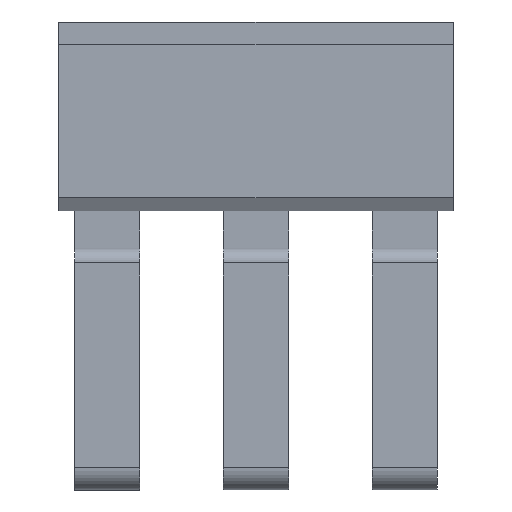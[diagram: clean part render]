
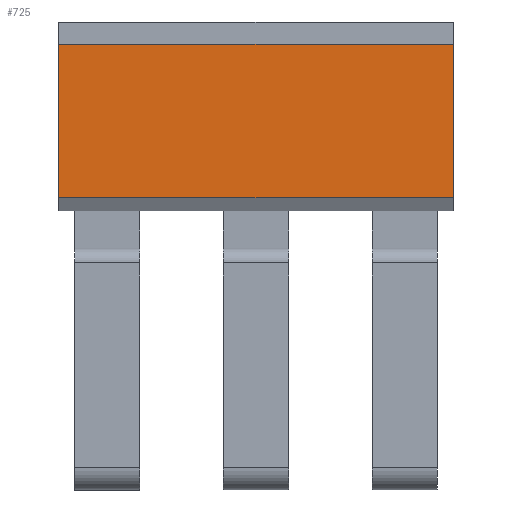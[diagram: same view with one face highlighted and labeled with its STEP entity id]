
A CAD part, top view. The second image highlights one B-rep face of the part: STEP entity #725.
In plain terms, the highlighted planar face has unit normal (0, 0, 1).
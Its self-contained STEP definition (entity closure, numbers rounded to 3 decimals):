
#39 = VERTEX_POINT ( 'NONE', #321 ) ;
#86 = VERTEX_POINT ( 'NONE', #404 ) ;
#99 = ORIENTED_EDGE ( 'NONE', *, *, #1347, .T. ) ;
#101 = ORIENTED_EDGE ( 'NONE', *, *, #791, .F. ) ;
#102 = ORIENTED_EDGE ( 'NONE', *, *, #790, .T. ) ;
#103 = ORIENTED_EDGE ( 'NONE', *, *, #782, .F. ) ;
#321 = CARTESIAN_POINT ( 'NONE',  ( -563.915, 182.881, 172.959 ) ) ;
#404 = CARTESIAN_POINT ( 'NONE',  ( -542.715, 182.881, 172.959 ) ) ;
#725 = ADVANCED_FACE ( 'NONE', ( #2045 ), #1863, .T. ) ;
#782 = EDGE_CURVE ( 'NONE', #39, #1115, #2082, .T. ) ;
#790 = EDGE_CURVE ( 'NONE', #1123, #1115, #2102, .T. ) ;
#791 = EDGE_CURVE ( 'NONE', #86, #39, #2086, .T. ) ;
#1115 = VERTEX_POINT ( 'NONE', #1640 ) ;
#1123 = VERTEX_POINT ( 'NONE', #1634 ) ;
#1320 = EDGE_LOOP ( 'NONE', ( #102, #103, #101, #99 ) ) ;
#1347 = EDGE_CURVE ( 'NONE', #86, #1123, #2214, .T. ) ;
#1565 = DIRECTION ( 'NONE',  ( 0., 1., 0. ) ) ;
#1566 = CARTESIAN_POINT ( 'NONE',  ( -542.715, 182.881, 172.959 ) ) ;
#1634 = CARTESIAN_POINT ( 'NONE',  ( -542.715, 191.138, 172.959 ) ) ;
#1640 = CARTESIAN_POINT ( 'NONE',  ( -563.915, 191.138, 172.959 ) ) ;
#1747 = DIRECTION ( 'NONE',  ( -1., 0., 0. ) ) ;
#1748 = DIRECTION ( 'NONE',  ( -1., 0., 0. ) ) ;
#1751 = CARTESIAN_POINT ( 'NONE',  ( -540.213, 191.138, 172.959 ) ) ;
#1769 = DIRECTION ( 'NONE',  ( 0., 1., 0. ) ) ;
#1777 = CARTESIAN_POINT ( 'NONE',  ( -540.213, 182.881, 172.959 ) ) ;
#1780 = CARTESIAN_POINT ( 'NONE',  ( -563.915, 182.881, 172.959 ) ) ;
#1838 = DIRECTION ( 'NONE',  ( 0., -1., 0. ) ) ;
#1839 = DIRECTION ( 'NONE',  ( 0., 0., 1. ) ) ;
#1840 = CARTESIAN_POINT ( 'NONE',  ( -540.213, 182.881, 172.959 ) ) ;
#1863 = PLANE ( 'NONE',  #2034 ) ;
#2034 = AXIS2_PLACEMENT_3D ( 'NONE', #1840, #1839, #1838 ) ;
#2045 = FACE_OUTER_BOUND ( 'NONE', #1320, .T. ) ;
#2082 = LINE ( 'NONE', #1780, #2089 ) ;
#2086 = LINE ( 'NONE', #1777, #2107 ) ;
#2089 = VECTOR ( 'NONE', #1769, 1000. ) ;
#2102 = LINE ( 'NONE', #1751, #2105 ) ;
#2105 = VECTOR ( 'NONE', #1748, 1000. ) ;
#2107 = VECTOR ( 'NONE', #1747, 1000. ) ;
#2214 = LINE ( 'NONE', #1566, #2217 ) ;
#2217 = VECTOR ( 'NONE', #1565, 1000. ) ;
